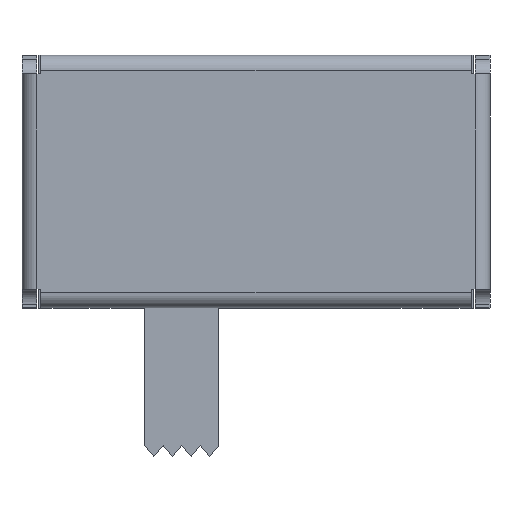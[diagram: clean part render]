
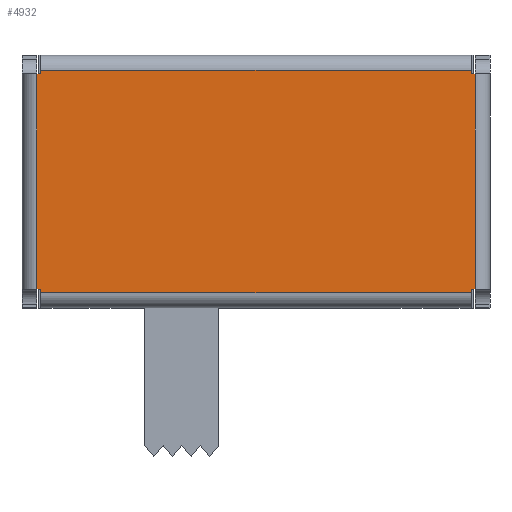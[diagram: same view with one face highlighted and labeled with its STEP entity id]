
A CAD part, top view. The second image highlights one B-rep face of the part: STEP entity #4932.
In plain terms, the highlighted planar face has unit normal (0, 0, 1).
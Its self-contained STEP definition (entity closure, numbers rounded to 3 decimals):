
#604=FACE_OUTER_BOUND('',#877,.T.);
#877=EDGE_LOOP('',(#4381,#4382,#4383,#4384,#4385,#4386,#4387,#4388,#4389,
#4390,#4391,#4392));
#1132=LINE('',#7077,#1715);
#1385=LINE('',#7671,#1968);
#1387=LINE('',#7675,#1970);
#1434=LINE('',#7797,#2017);
#1436=LINE('',#7801,#2019);
#1447=LINE('',#7828,#2030);
#1449=LINE('',#7832,#2032);
#1452=LINE('',#7840,#2035);
#1453=LINE('',#7842,#2036);
#1454=LINE('',#7844,#2037);
#1455=LINE('',#7846,#2038);
#1456=LINE('',#7848,#2039);
#1715=VECTOR('',#5656,11.6);
#1968=VECTOR('',#6295,5.8);
#1970=VECTOR('',#6299,0.099);
#2017=VECTOR('',#6420,5.8);
#2019=VECTOR('',#6424,0.099);
#2030=VECTOR('',#6465,11.6);
#2032=VECTOR('',#6469,0.099);
#2035=VECTOR('',#6480,0.099);
#2036=VECTOR('',#6483,0.099);
#2037=VECTOR('',#6486,0.099);
#2038=VECTOR('',#6489,0.099);
#2039=VECTOR('',#6492,0.099);
#2254=VERTEX_POINT('',#7016);
#2275=VERTEX_POINT('',#7074);
#2276=VERTEX_POINT('',#7076);
#2423=VERTEX_POINT('',#7663);
#2424=VERTEX_POINT('',#7667);
#2425=VERTEX_POINT('',#7673);
#2462=VERTEX_POINT('',#7789);
#2463=VERTEX_POINT('',#7793);
#2464=VERTEX_POINT('',#7799);
#2465=VERTEX_POINT('',#7824);
#2466=VERTEX_POINT('',#7830);
#2467=VERTEX_POINT('',#7838);
#2733=EDGE_CURVE('',#2276,#2275,#1132,.T.);
#3028=EDGE_CURVE('',#2424,#2423,#1385,.T.);
#3030=EDGE_CURVE('',#2423,#2425,#1387,.T.);
#3091=EDGE_CURVE('',#2462,#2463,#1434,.T.);
#3093=EDGE_CURVE('',#2463,#2464,#1436,.T.);
#3105=EDGE_CURVE('',#2465,#2254,#1447,.T.);
#3107=EDGE_CURVE('',#2254,#2466,#1449,.T.);
#3110=EDGE_CURVE('',#2275,#2467,#1452,.T.);
#3111=EDGE_CURVE('',#2466,#2462,#1453,.T.);
#3112=EDGE_CURVE('',#2425,#2465,#1454,.T.);
#3113=EDGE_CURVE('',#2467,#2424,#1455,.T.);
#3114=EDGE_CURVE('',#2464,#2276,#1456,.T.);
#4381=ORIENTED_EDGE('',*,*,#3028,.T.);
#4382=ORIENTED_EDGE('',*,*,#3030,.T.);
#4383=ORIENTED_EDGE('',*,*,#3112,.T.);
#4384=ORIENTED_EDGE('',*,*,#3105,.T.);
#4385=ORIENTED_EDGE('',*,*,#3107,.T.);
#4386=ORIENTED_EDGE('',*,*,#3111,.T.);
#4387=ORIENTED_EDGE('',*,*,#3091,.T.);
#4388=ORIENTED_EDGE('',*,*,#3093,.T.);
#4389=ORIENTED_EDGE('',*,*,#3114,.T.);
#4390=ORIENTED_EDGE('',*,*,#2733,.T.);
#4391=ORIENTED_EDGE('',*,*,#3110,.T.);
#4392=ORIENTED_EDGE('',*,*,#3113,.T.);
#4677=PLANE('',#5283);
#4932=ADVANCED_FACE('',(#604),#4677,.T.);
#5283=AXIS2_PLACEMENT_3D('',#7849,#6493,#6494);
#5656=DIRECTION('',(1.,0.,0.));
#6295=DIRECTION('',(0.,1.,0.));
#6299=DIRECTION('',(-1.,0.,0.));
#6420=DIRECTION('',(0.,-1.,0.));
#6424=DIRECTION('',(1.,0.,0.));
#6465=DIRECTION('',(-1.,0.,0.));
#6469=DIRECTION('',(0.,-1.,0.));
#6480=DIRECTION('',(0.,1.,0.));
#6483=DIRECTION('',(-1.,0.,0.));
#6486=DIRECTION('',(0.,1.,0.));
#6489=DIRECTION('',(1.,0.,0.));
#6492=DIRECTION('',(0.,-1.,0.));
#6493=DIRECTION('center_axis',(0.,0.,1.));
#6494=DIRECTION('ref_axis',(1.,0.,0.));
#7016=CARTESIAN_POINT('',(-5.8,2.999,0.));
#7074=CARTESIAN_POINT('',(5.8,-2.999,0.));
#7076=CARTESIAN_POINT('',(-5.8,-2.999,0.));
#7077=CARTESIAN_POINT('',(-5.8,-2.999,0.));
#7663=CARTESIAN_POINT('',(5.899,2.9,0.));
#7667=CARTESIAN_POINT('',(5.899,-2.9,0.));
#7671=CARTESIAN_POINT('',(5.899,-2.9,0.));
#7673=CARTESIAN_POINT('',(5.8,2.9,0.));
#7675=CARTESIAN_POINT('',(5.899,2.9,0.));
#7789=CARTESIAN_POINT('',(-5.899,2.9,0.));
#7793=CARTESIAN_POINT('',(-5.899,-2.9,0.));
#7797=CARTESIAN_POINT('',(-5.899,2.9,0.));
#7799=CARTESIAN_POINT('',(-5.8,-2.9,0.));
#7801=CARTESIAN_POINT('',(-5.899,-2.9,0.));
#7824=CARTESIAN_POINT('',(5.8,2.999,0.));
#7828=CARTESIAN_POINT('',(5.8,2.999,0.));
#7830=CARTESIAN_POINT('',(-5.8,2.9,0.));
#7832=CARTESIAN_POINT('',(-5.8,2.999,0.));
#7838=CARTESIAN_POINT('',(5.8,-2.9,0.));
#7840=CARTESIAN_POINT('',(5.8,-2.999,0.));
#7842=CARTESIAN_POINT('',(-5.8,2.9,0.));
#7844=CARTESIAN_POINT('',(5.8,2.9,0.));
#7846=CARTESIAN_POINT('',(5.8,-2.9,0.));
#7848=CARTESIAN_POINT('',(-5.8,-2.9,0.));
#7849=CARTESIAN_POINT('Origin',(0.,0.,0.));
